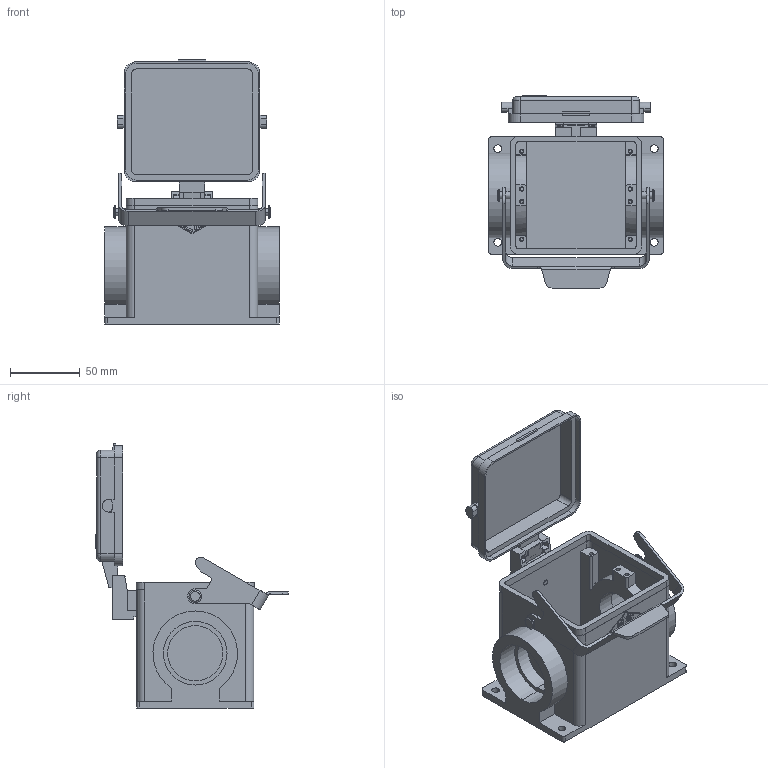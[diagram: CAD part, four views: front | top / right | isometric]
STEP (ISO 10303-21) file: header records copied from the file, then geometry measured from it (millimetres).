
FILE_DESCRIPTION(('Creo Elements/Direct Modeling STEP Export'),'2;1');
FILE_NAME('JCHP_32_LP36.stp','2014-01-31T 8:44:04',(''),(''),'Creo Elements/Direct Modeling STEP processor for AP214 (Solid Model)','Creo Elements/Direct Modeling 18.0B 02-Dec-2011 (C) Parametric Technology GmbH','');
FILE_SCHEMA(('AUTOMOTIVE_DESIGN { 1 0 10303 214 1 1 1 1 }'));
Length unit declared in the file: millimetre
Products named in the file (1): JCHP_32_LP36
Bounding box: 125 x 137.35 x 189 mm (x, y, z)
Volume: 289199.5 mm3; surface area: 132994.3 mm2
Topology: 1 solids, 1 shells, 492 faces, 1319 edges, 871 vertices
Faces by surface type: plane 281, cylinder 188, extrusion 9, cone 6, torus 6, bspline 2
Entity records: 17296 total; most frequent: CARTESIAN_POINT 4221, ORIENTED_EDGE 2646, DIRECTION 2443, EDGE_CURVE 1319, VECTOR 891, LINE 882, VERTEX_POINT 871, AXIS2_PLACEMENT_3D 776
